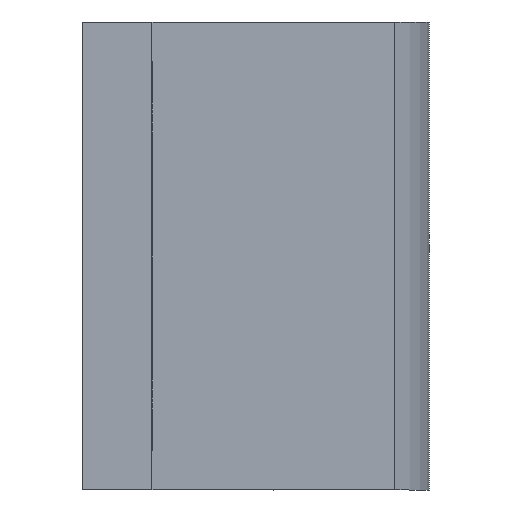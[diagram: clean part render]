
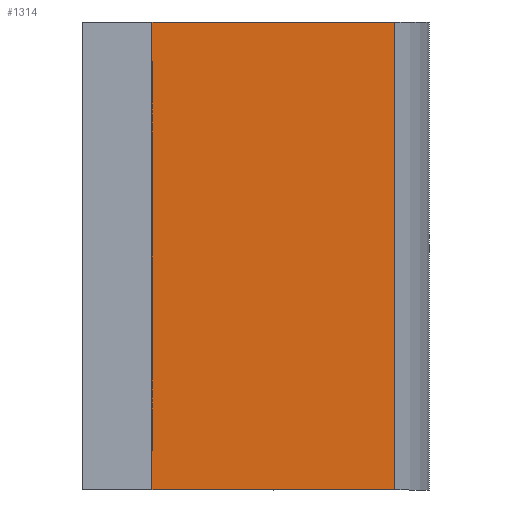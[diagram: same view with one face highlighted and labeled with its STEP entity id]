
A CAD part, left-side view. The second image highlights one B-rep face of the part: STEP entity #1314.
In plain terms, the highlighted planar face has unit normal (-1, 0, 0).
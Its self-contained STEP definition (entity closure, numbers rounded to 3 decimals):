
#1294=AXIS2_PLACEMENT_3D('Plane Axis2P3D',#1291,#1292,#1293) ;
#517=CARTESIAN_POINT('Vertex',(-17.463,11.113,21.431)) ;
#520=CARTESIAN_POINT('Line Origine',(-17.463,0.,21.431)) ;
#524=CARTESIAN_POINT('Vertex',(-17.463,-11.113,21.431)) ;
#1168=CARTESIAN_POINT('Vertex',(-17.463,11.113,-21.431)) ;
#1171=CARTESIAN_POINT('Line Origine',(-17.463,11.113,0.)) ;
#1291=CARTESIAN_POINT('Axis2P3D Location',(-17.463,11.113,21.431)) ;
#1296=CARTESIAN_POINT('Line Origine',(-17.463,0.,-21.431)) ;
#1300=CARTESIAN_POINT('Vertex',(-17.463,-11.113,-21.431)) ;
#1303=CARTESIAN_POINT('Line Origine',(-17.463,-11.112,0.)) ;
#521=DIRECTION('Vector Direction',(0.,-1.,0.)) ;
#1172=DIRECTION('Vector Direction',(0.,0.,-1.)) ;
#1292=DIRECTION('Axis2P3D Direction',(1.,-0.,0.)) ;
#1293=DIRECTION('Axis2P3D XDirection',(0.,0.,-1.)) ;
#1297=DIRECTION('Vector Direction',(0.,-1.,0.)) ;
#1304=DIRECTION('Vector Direction',(0.,0.,-1.)) ;
#522=VECTOR('Line Direction',#521,1.) ;
#1173=VECTOR('Line Direction',#1172,1.) ;
#1298=VECTOR('Line Direction',#1297,1.) ;
#1305=VECTOR('Line Direction',#1304,1.) ;
#1309=ORIENTED_EDGE('',*,*,#1302,.T.) ;
#1310=ORIENTED_EDGE('',*,*,#1307,.F.) ;
#1311=ORIENTED_EDGE('',*,*,#526,.F.) ;
#1312=ORIENTED_EDGE('',*,*,#1175,.T.) ;
#1314=ADVANCED_FACE('Pillow Block',(#1313),#1295,.F.) ;
#526=EDGE_CURVE('',#518,#525,#523,.T.) ;
#1175=EDGE_CURVE('',#518,#1169,#1174,.T.) ;
#1302=EDGE_CURVE('',#1169,#1301,#1299,.T.) ;
#1307=EDGE_CURVE('',#525,#1301,#1306,.T.) ;
#1308=EDGE_LOOP('',(#1309,#1310,#1311,#1312)) ;
#1313=FACE_OUTER_BOUND('',#1308,.T.) ;
#523=LINE('Line',#520,#522) ;
#1174=LINE('Line',#1171,#1173) ;
#1299=LINE('Line',#1296,#1298) ;
#1306=LINE('Line',#1303,#1305) ;
#1295=PLANE('',#1294) ;
#518=VERTEX_POINT('',#517) ;
#525=VERTEX_POINT('',#524) ;
#1169=VERTEX_POINT('',#1168) ;
#1301=VERTEX_POINT('',#1300) ;
